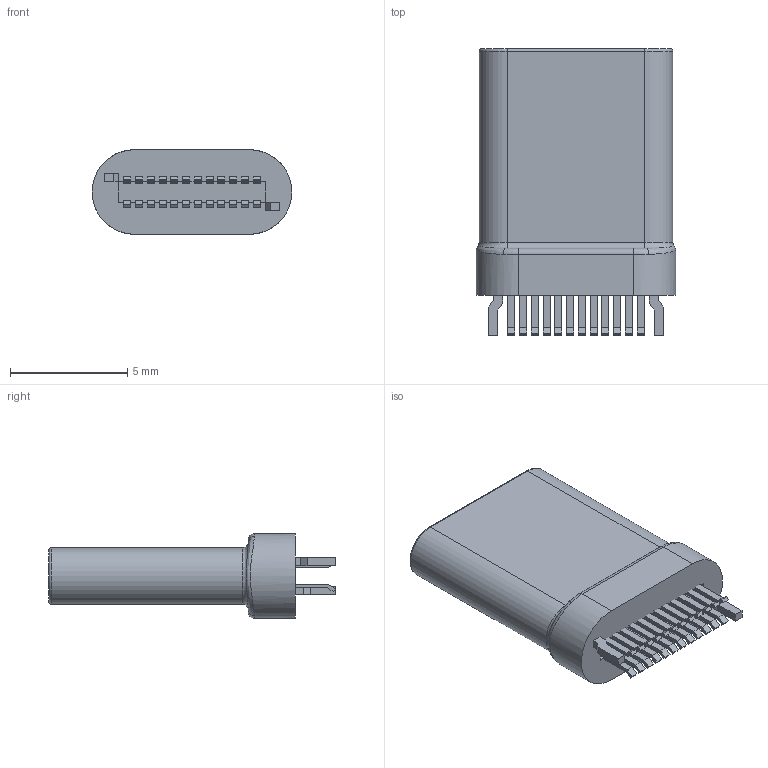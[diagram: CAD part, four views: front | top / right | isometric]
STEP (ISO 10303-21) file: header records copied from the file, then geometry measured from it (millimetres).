
FILE_DESCRIPTION(/* description */ (''),/* implementation_level */ '2;1');
FILE_NAME(/* name */ 'U261-241N-4BS60.step',/* time_stamp */ '2022-05-30T11:57:24+02:00',/* author */ (''),/* organization */ (''),/* preprocessor_version */ 'ST-DEVELOPER v19',/* originating_system */ 'Autodesk Translation Framework v11.7.0.108',/* authorisation */ '');
FILE_SCHEMA (('AUTOMOTIVE_DESIGN { 1 0 10303 214 3 1 1 }'));
Length unit declared in the file: millimetre
Products named in the file (1): U261-241N-4BS60
Bounding box: 8.5 x 12.2 x 3.6 mm (x, y, z)
Volume: 193.9 mm3; surface area: 363.1 mm2
Topology: 27 solids, 27 shells, 253 faces, 570 edges, 372 vertices
Faces by surface type: plane 227, cylinder 14, torus 10, bspline 2
Entity records: 7043 total; most frequent: CARTESIAN_POINT 1330, ORIENTED_EDGE 1140, DIRECTION 1114, EDGE_CURVE 570, LINE 522, VECTOR 522, VERTEX_POINT 372, AXIS2_PLACEMENT_3D 296
